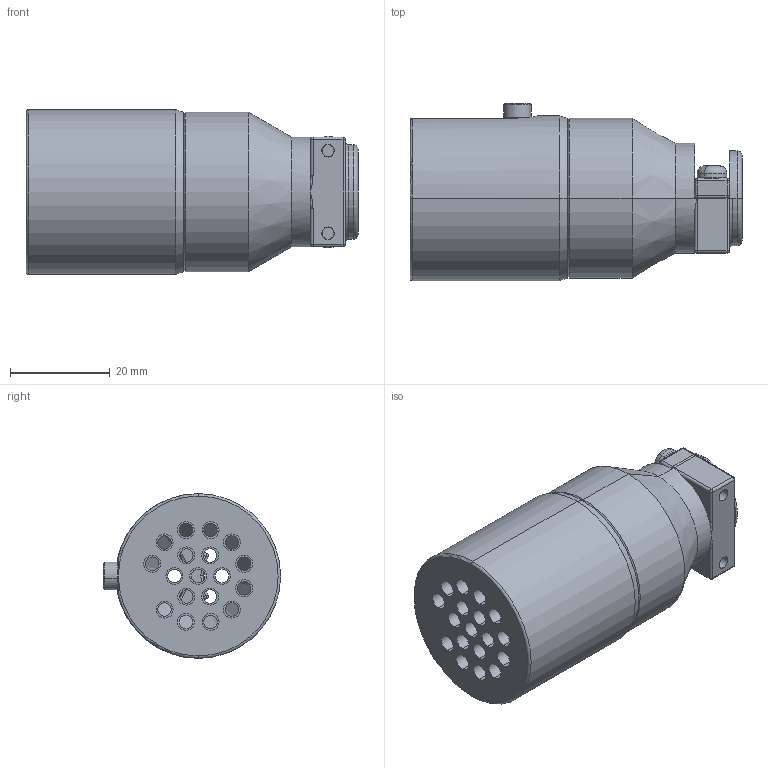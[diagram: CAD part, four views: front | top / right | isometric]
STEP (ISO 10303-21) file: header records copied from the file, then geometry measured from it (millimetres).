
FILE_DESCRIPTION (( 'STEP AP214' ), '1' );
FILE_NAME ('MLF18AS.STEP', '2013-08-02T15:03:34', ( 'Phil' ), ( 'Microsoft' ), 'SwSTEP 2.0', 'SolidWorks 2013', '' );
FILE_SCHEMA (( 'AUTOMOTIVE_DESIGN' ));
Length unit declared in the file: millimetre
Products named in the file (1): MLF18AS
Bounding box: 66.5 x 35.5 x 33 mm (x, y, z)
Volume: 26605.7 mm3; surface area: 17541.5 mm2
Topology: 6 solids, 6 shells, 413 faces, 970 edges, 591 vertices
Faces by surface type: cylinder 199, plane 142, torus 26, cone 24, sphere 20, bspline 2
Entity records: 16751 total; most frequent: CARTESIAN_POINT 2357, DIRECTION 2207, ORIENTED_EDGE 1896, EDGE_CURVE 948, AXIS2_PLACEMENT_3D 887, VERTEX_POINT 591, EDGE_LOOP 507, CIRCLE 475
